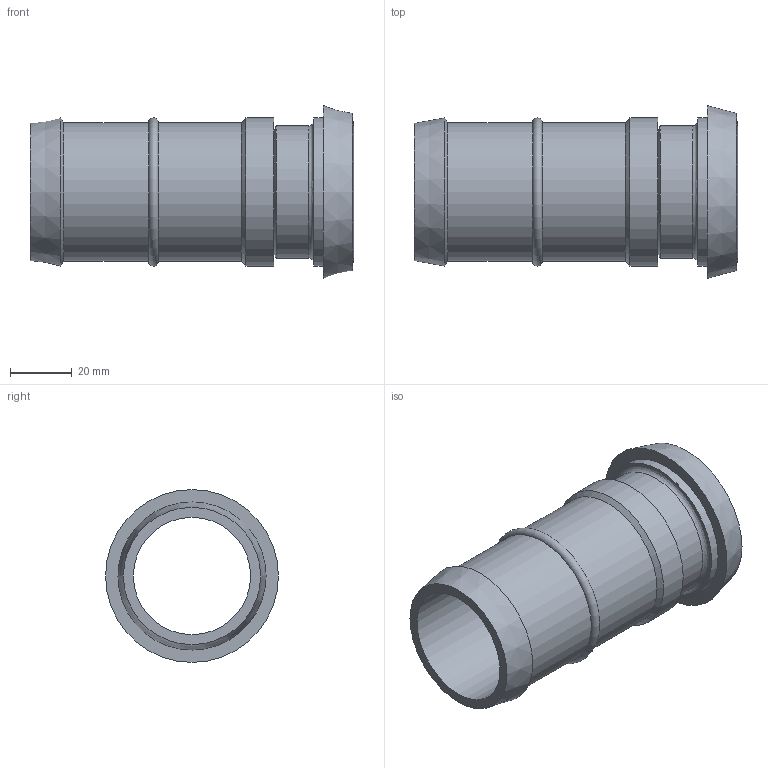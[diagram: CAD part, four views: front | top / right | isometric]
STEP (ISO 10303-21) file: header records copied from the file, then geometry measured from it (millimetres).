
FILE_DESCRIPTION((''),'2;1');
FILE_NAME('13600040X.stp','2010-08-09T15:23:03',('thilbrands'),(''),'Autodesk Inventor 2008','Autodesk Inventor 2008','');
FILE_SCHEMA(('AUTOMOTIVE_DESIGN { 1 0 10303 214 1 1 1 1 }'));
Length unit declared in the file: millimetre
Products named in the file (3): 136000251; 138000101-DN40; ENG-007296-DN40
Assembly tree (2 placements, depth 2):
  136000251
    138000101-DN40
    ENG-007296-DN40
Bounding box: 105 x 56 x 56 mm (x, y, z)
Volume: 56644 mm3; surface area: 31345.1 mm2
Topology: 2 solids, 2 shells, 21 faces, 36 edges, 21 vertices
Faces by surface type: cylinder 7, plane 6, cone 6, torus 1, bspline 1
Full cylindrical faces by diameter (mm): 38 x2, 43 x1, 45 x2, 48 x2
Entity records: 554 total; most frequent: CARTESIAN_POINT 112, DIRECTION 92, AXIS2_PLACEMENT_3D 46, ORIENTED_EDGE 42, EDGE_LOOP 42, VERTEX_POINT 21, CIRCLE 21, EDGE_CURVE 21
